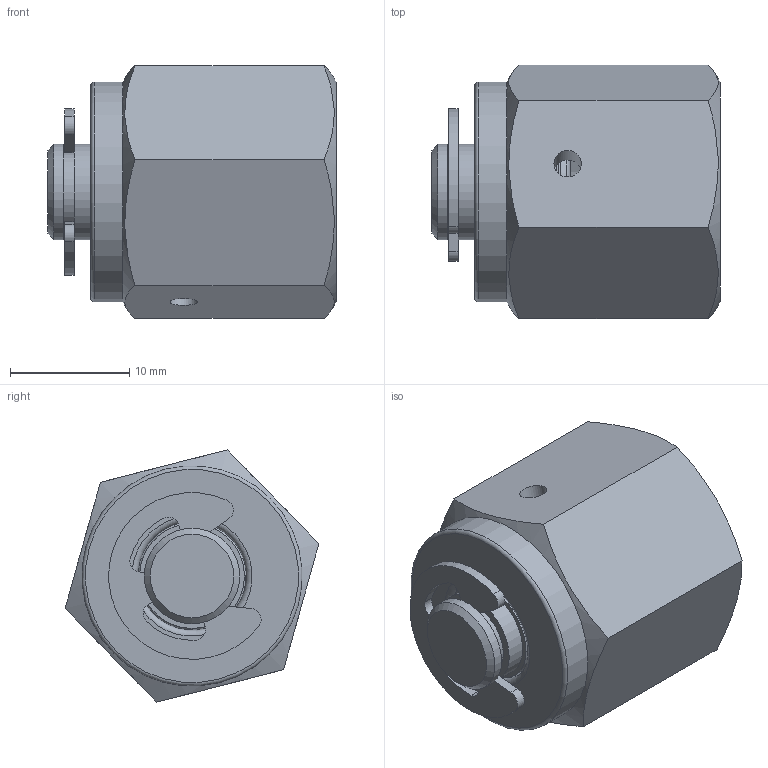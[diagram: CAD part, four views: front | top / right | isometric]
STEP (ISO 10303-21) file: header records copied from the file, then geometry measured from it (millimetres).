
FILE_DESCRIPTION(/* description */ (''),/* implementation_level */ '2;1');
FILE_NAME(/* name */ 'SM4CP.stp',/* time_stamp */ '2025-03-10T14:20:36+09:00',/* author */ ('user'),/* organization */ (''),/* preprocessor_version */ 'ST-DEVELOPER v20',/* originating_system */ 'Autodesk Inventor 2022',/* authorisation */ '');
FILE_SCHEMA (('AUTOMOTIVE_DESIGN { 1 0 10303 214 3 1 1 }'));
Length unit declared in the file: millimetre
Products named in the file (4): SM44CP; CP-4; SM4FN; SNR-ES-7
Assembly tree (3 placements, depth 2):
  SM44CP
    CP-4
    SM4FN
    SNR-ES-7
Bounding box: 24.2 x 21.31 x 21.18 mm (x, y, z)
Volume: 4639.7 mm3; surface area: 3362.2 mm2
Topology: 3 solids, 3 shells, 70 faces, 159 edges, 103 vertices
Faces by surface type: plane 26, cylinder 25, torus 10, cone 9
Full cylindrical faces by diameter (mm): 2.3 x2, 6.23 x1, 6.6 x1, 8 x2, 8.8 x1, 9.1 x1, 11.4 x1, 12.7 x1, 12.8 x1, 15.1 x1, 18.5 x1
Entity records: 2214 total; most frequent: CARTESIAN_POINT 429, DIRECTION 386, ORIENTED_EDGE 318, AXIS2_PLACEMENT_3D 164, EDGE_CURVE 159, VERTEX_POINT 103, CIRCLE 87, EDGE_LOOP 84
